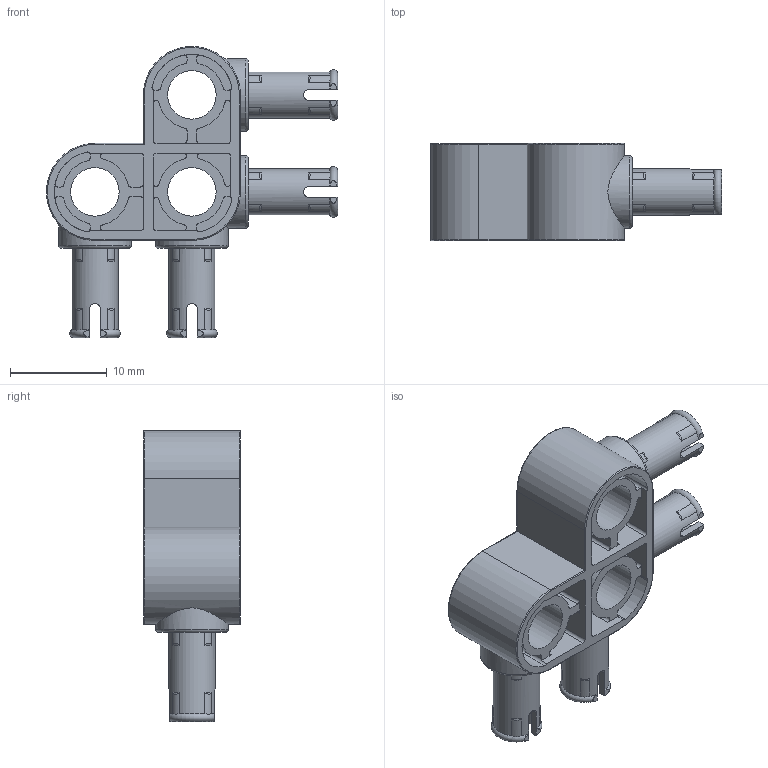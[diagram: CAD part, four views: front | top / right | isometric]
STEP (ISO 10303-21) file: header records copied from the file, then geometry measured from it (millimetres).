
FILE_DESCRIPTION(/* description */ (''),/* implementation_level */ '2;1');
FILE_NAME(/* name */ 'CT2x2.stp',/* time_stamp */ '2019-05-10T14:11:30+02:00',/* author */ ('Varga Daniel'),/* organization */ (''),/* preprocessor_version */ 'ST-DEVELOPER v18',/* originating_system */ 'Autodesk Inventor 2020',/* authorisation */ '');
FILE_SCHEMA (('AUTOMOTIVE_DESIGN { 1 0 10303 214 3 1 1 }'));
Length unit declared in the file: millimetre
Products named in the file (1): CC2x2
Bounding box: 30.02 x 10 x 30.02 mm (x, y, z)
Volume: 1836.5 mm3; surface area: 3796.6 mm2
Topology: 1 solids, 1 shells, 369 faces, 1113 edges, 756 vertices
Faces by surface type: cylinder 187, plane 132, bspline 32, torus 18
Full cylindrical faces by diameter (mm): 3.35 x4, 4.8 x4, 5 x3, 7.5 x4
Entity records: 17248 total; most frequent: CARTESIAN_POINT 7134, ORIENTED_EDGE 2226, DIRECTION 2068, EDGE_CURVE 1113, AXIS2_PLACEMENT_3D 783, VERTEX_POINT 756, LINE 502, VECTOR 502
